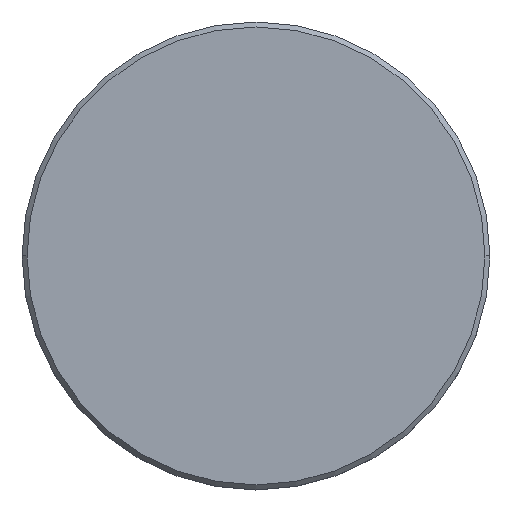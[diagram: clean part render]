
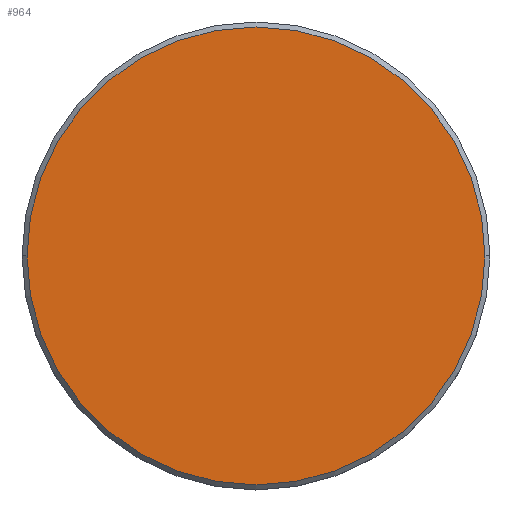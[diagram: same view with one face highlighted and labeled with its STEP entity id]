
A CAD part, top view. The second image highlights one B-rep face of the part: STEP entity #964.
In plain terms, the highlighted planar face has unit normal (0, 0, 1).
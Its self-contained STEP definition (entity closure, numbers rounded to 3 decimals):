
#180 = ORIENTED_EDGE ( 'NONE', *, *, #745, .T. ) ;
#201 = DIRECTION ( 'NONE',  ( 0., 0., 1. ) ) ;
#232 = EDGE_CURVE ( 'NONE', #1053, #945, #434, .T. ) ;
#279 = DIRECTION ( 'NONE',  ( 1., 0., 0. ) ) ;
#311 = CARTESIAN_POINT ( 'NONE',  ( 0., 0., 0. ) ) ;
#376 = FACE_OUTER_BOUND ( 'NONE', #928, .T. ) ;
#434 = CIRCLE ( 'NONE', #1008, 23. ) ;
#449 = PLANE ( 'NONE',  #937 ) ;
#456 = DIRECTION ( 'NONE',  ( 0., 0., 1. ) ) ;
#469 = CARTESIAN_POINT ( 'NONE',  ( 0., 0., 0. ) ) ;
#470 = DIRECTION ( 'NONE',  ( 1., 0., 0. ) ) ;
#497 = CIRCLE ( 'NONE', #1167, 23. ) ;
#554 = CARTESIAN_POINT ( 'NONE',  ( -23., 0., 0. ) ) ;
#662 = CARTESIAN_POINT ( 'NONE',  ( 23., 0., 0. ) ) ;
#743 = DIRECTION ( 'NONE',  ( 1., 0., 0. ) ) ;
#745 = EDGE_CURVE ( 'NONE', #945, #1053, #497, .T. ) ;
#755 = DIRECTION ( 'NONE',  ( 0., 0., 1. ) ) ;
#813 = ORIENTED_EDGE ( 'NONE', *, *, #232, .T. ) ;
#928 = EDGE_LOOP ( 'NONE', ( #180, #813 ) ) ;
#937 = AXIS2_PLACEMENT_3D ( 'NONE', #1021, #456, #743 ) ;
#945 = VERTEX_POINT ( 'NONE', #554 ) ;
#964 = ADVANCED_FACE ( 'NONE', ( #376 ), #449, .T. ) ;
#1008 = AXIS2_PLACEMENT_3D ( 'NONE', #311, #755, #470 ) ;
#1021 = CARTESIAN_POINT ( 'NONE',  ( 0., 0., 0. ) ) ;
#1053 = VERTEX_POINT ( 'NONE', #662 ) ;
#1167 = AXIS2_PLACEMENT_3D ( 'NONE', #469, #201, #279 ) ;
